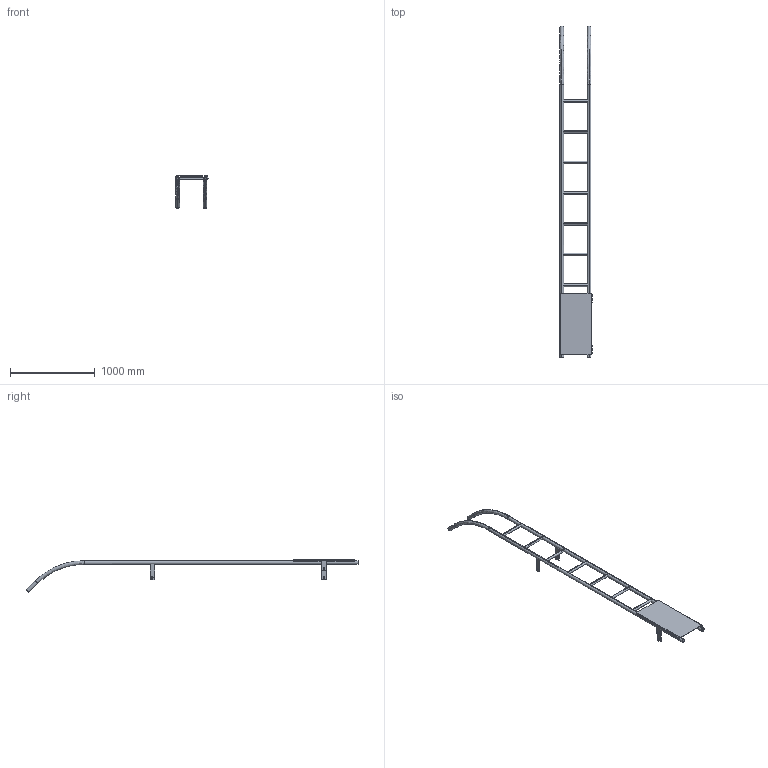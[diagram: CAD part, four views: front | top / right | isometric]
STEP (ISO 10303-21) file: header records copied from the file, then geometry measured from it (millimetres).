
FILE_DESCRIPTION(('FreeCAD Model'),'2;1');
FILE_NAME('Open CASCADE Shape Model','2025-05-07T21:10:20',('FreeCAD'),( 'FreeCAD'),'Open CASCADE STEP processor 7.6','FreeCAD','Unknown');
FILE_SCHEMA(('AUTOMOTIVE_DESIGN { 1 0 10303 214 1 1 1 1 }'));
Length unit declared in the file: millimetre
Products named in the file (1): Open CASCADE STEP translator 7.6 1
Bounding box: 381.42 x 3926.94 x 386.88 mm (x, y, z)
Volume: 8188212.5 mm3; surface area: 3167337.7 mm2
Topology: 20 solids, 20 shells, 176 faces, 380 edges, 248 vertices
Faces by surface type: bspline 176
Entity records: 5132 total; most frequent: CARTESIAN_POINT 2833, ORIENTED_EDGE 760, EDGE_CURVE 380, VERTEX_POINT 248, FACE_BOUND 214, EDGE_LOOP 214, B_SPLINE_CURVE_WITH_KNOTS 180, ADVANCED_FACE 176
